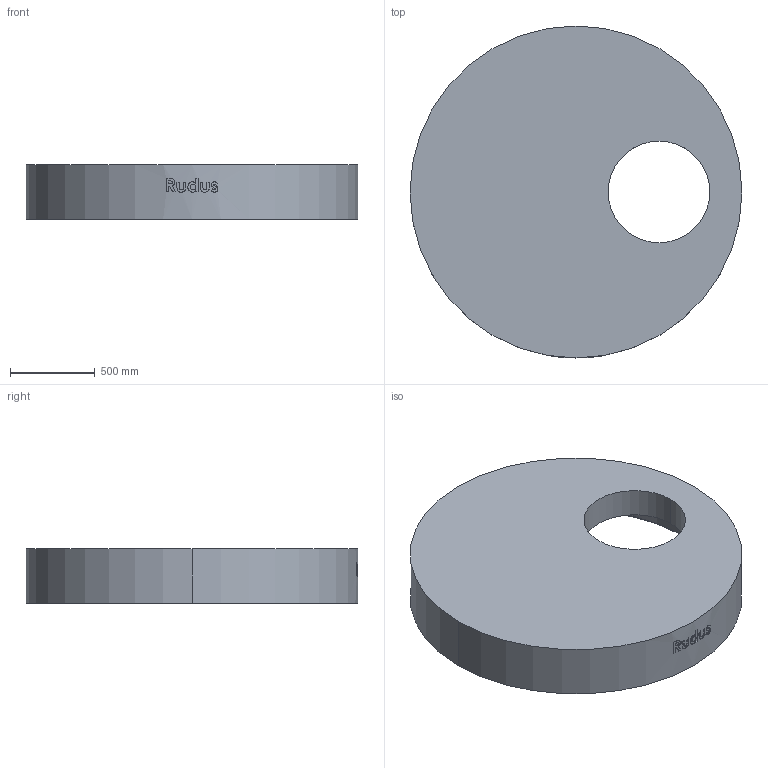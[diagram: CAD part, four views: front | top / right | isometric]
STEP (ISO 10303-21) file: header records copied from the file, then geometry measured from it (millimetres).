
FILE_DESCRIPTION (( 'STEP AP203' ), '1' );
FILE_NAME ('Rudus 2816123 EK-kansi 1600_1960 aukko reunassa.step', '2020-02-27T17:35:33', ( '' ), ( '' ), 'SwSTEP 2.0', 'SolidWorks 2019', '' );
FILE_SCHEMA (( 'CONFIG_CONTROL_DESIGN' ));
Length unit declared in the file: millimetre
Products named in the file (2): Rudus 2816123 EK-kansi 1600_1960 aukko reunassa; EK-osa-kansi_Aukko
Assembly tree (1 placements, depth 2):
  Rudus 2816123 EK-kansi 1600_1960 aukko reunassa
    EK-osa-kansi_Aukko
Bounding box: 1960 x 1960 x 320 mm (x, y, z)
Volume: 554527019.4 mm3; surface area: 8581858.3 mm2
Topology: 1 solids, 1 shells, 96 faces, 248 edges, 164 vertices
Faces by surface type: bspline 62, cylinder 17, plane 13, torus 4
Entity records: 19980 total; most frequent: CARTESIAN_POINT 18010, ORIENTED_EDGE 496, EDGE_CURVE 248, B_SPLINE_CURVE_WITH_KNOTS 210, VERTEX_POINT 164, DIRECTION 142, EDGE_LOOP 108, FACE_OUTER_BOUND 96
